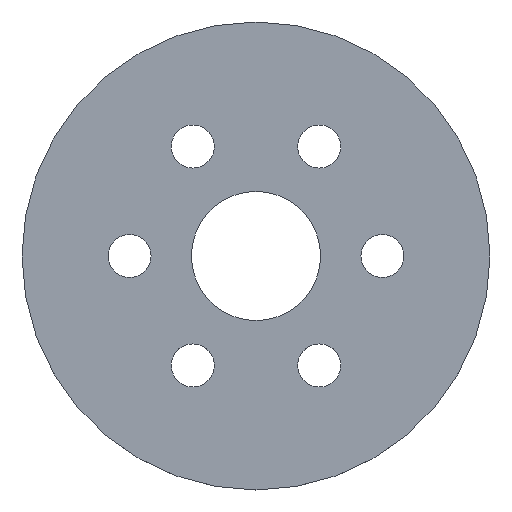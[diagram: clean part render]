
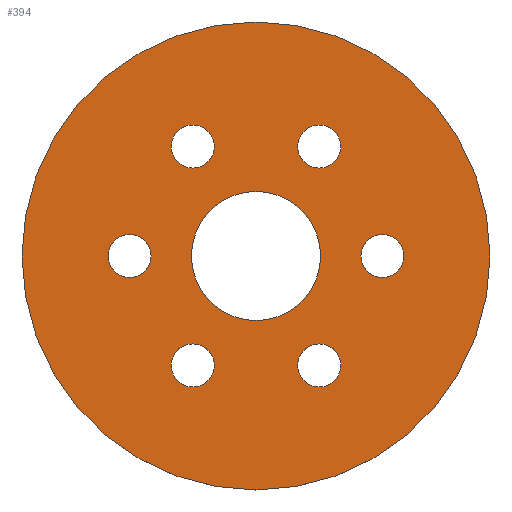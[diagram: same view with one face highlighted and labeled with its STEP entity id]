
A CAD part, top view. The second image highlights one B-rep face of the part: STEP entity #394.
In plain terms, the highlighted planar face has unit normal (0, 0, 1).
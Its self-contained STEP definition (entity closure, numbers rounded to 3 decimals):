
#3 = CARTESIAN_POINT ( 'NONE',  ( -11.75, 0., 1. ) ) ;
#5 = VERTEX_POINT ( 'NONE', #78 ) ;
#8 = ORIENTED_EDGE ( 'NONE', *, *, #468, .F. ) ;
#9 = CIRCLE ( 'NONE', #420, 2. ) ;
#17 = CARTESIAN_POINT ( 'NONE',  ( 0., 0., 1. ) ) ;
#24 = AXIS2_PLACEMENT_3D ( 'NONE', #537, #445, #127 ) ;
#29 = AXIS2_PLACEMENT_3D ( 'NONE', #583, #103, #323 ) ;
#30 = DIRECTION ( 'NONE',  ( 1., 0., 0. ) ) ;
#35 = VERTEX_POINT ( 'NONE', #92 ) ;
#36 = VERTEX_POINT ( 'NONE', #346 ) ;
#40 = VERTEX_POINT ( 'NONE', #90 ) ;
#49 = DIRECTION ( 'NONE',  ( 1., 0., 0. ) ) ;
#55 = CARTESIAN_POINT ( 'NONE',  ( -13.75, 0., 1. ) ) ;
#60 = AXIS2_PLACEMENT_3D ( 'NONE', #600, #559, #506 ) ;
#65 = CARTESIAN_POINT ( 'NONE',  ( -7.875, -10.176, 1. ) ) ;
#66 = DIRECTION ( 'NONE',  ( 1., 0., 0. ) ) ;
#68 = DIRECTION ( 'NONE',  ( 0., 0., 1. ) ) ;
#69 = DIRECTION ( 'NONE',  ( 0., 0., 1. ) ) ;
#71 = DIRECTION ( 'NONE',  ( 1., 0., 0. ) ) ;
#76 = DIRECTION ( 'NONE',  ( 1., 0., 0. ) ) ;
#78 = CARTESIAN_POINT ( 'NONE',  ( -3.875, 10.176, 1. ) ) ;
#90 = CARTESIAN_POINT ( 'NONE',  ( -3.875, -10.176, 1. ) ) ;
#92 = CARTESIAN_POINT ( 'NONE',  ( 9.75, 0., 1. ) ) ;
#93 = DIRECTION ( 'NONE',  ( 0., 0., 1. ) ) ;
#95 = EDGE_LOOP ( 'NONE', ( #349, #602 ) ) ;
#96 = EDGE_CURVE ( 'NONE', #282, #581, #461, .T. ) ;
#99 = ORIENTED_EDGE ( 'NONE', *, *, #193, .F. ) ;
#103 = DIRECTION ( 'NONE',  ( 0., 0., 1. ) ) ;
#118 = CARTESIAN_POINT ( 'NONE',  ( -5.875, 10.176, 1. ) ) ;
#121 = DIRECTION ( 'NONE',  ( 1., 0., 0. ) ) ;
#125 = DIRECTION ( 'NONE',  ( 0., 0., 1. ) ) ;
#127 = DIRECTION ( 'NONE',  ( 1., 0., 0. ) ) ;
#128 = DIRECTION ( 'NONE',  ( 1., 0., 0. ) ) ;
#132 = EDGE_LOOP ( 'NONE', ( #682, #99 ) ) ;
#134 = DIRECTION ( 'NONE',  ( 1., 0., 0. ) ) ;
#139 = CIRCLE ( 'NONE', #350, 21.75 ) ;
#142 = CIRCLE ( 'NONE', #29, 2. ) ;
#148 = ORIENTED_EDGE ( 'NONE', *, *, #531, .F. ) ;
#151 = CIRCLE ( 'NONE', #662, 2. ) ;
#165 = EDGE_CURVE ( 'NONE', #498, #599, #142, .T. ) ;
#167 = CARTESIAN_POINT ( 'NONE',  ( 3.875, 10.176, 1. ) ) ;
#168 = FACE_BOUND ( 'NONE', #186, .T. ) ;
#170 = CARTESIAN_POINT ( 'NONE',  ( 5.875, -10.176, 1. ) ) ;
#171 = FACE_BOUND ( 'NONE', #95, .T. ) ;
#176 = CARTESIAN_POINT ( 'NONE',  ( 0., 0., 1. ) ) ;
#177 = CIRCLE ( 'NONE', #442, 2. ) ;
#185 = CARTESIAN_POINT ( 'NONE',  ( 21.75, 0., 1. ) ) ;
#186 = EDGE_LOOP ( 'NONE', ( #299, #148 ) ) ;
#191 = DIRECTION ( 'NONE',  ( 1., 0., 0. ) ) ;
#193 = EDGE_CURVE ( 'NONE', #40, #572, #177, .T. ) ;
#206 = VERTEX_POINT ( 'NONE', #418 ) ;
#223 = CARTESIAN_POINT ( 'NONE',  ( -7.875, 10.176, 1. ) ) ;
#225 = EDGE_LOOP ( 'NONE', ( #264, #495 ) ) ;
#232 = DIRECTION ( 'NONE',  ( 0., 0., 1. ) ) ;
#233 = VERTEX_POINT ( 'NONE', #55 ) ;
#238 = AXIS2_PLACEMENT_3D ( 'NONE', #534, #68, #76 ) ;
#239 = ORIENTED_EDGE ( 'NONE', *, *, #595, .F. ) ;
#240 = CARTESIAN_POINT ( 'NONE',  ( 0., 0., 1. ) ) ;
#248 = ORIENTED_EDGE ( 'NONE', *, *, #636, .F. ) ;
#256 = CIRCLE ( 'NONE', #680, 2. ) ;
#261 = DIRECTION ( 'NONE',  ( 0., 0., 1. ) ) ;
#264 = ORIENTED_EDGE ( 'NONE', *, *, #684, .T. ) ;
#265 = AXIS2_PLACEMENT_3D ( 'NONE', #118, #325, #651 ) ;
#266 = CARTESIAN_POINT ( 'NONE',  ( 0., 0., 1. ) ) ;
#273 = CARTESIAN_POINT ( 'NONE',  ( -5.875, -10.176, 1. ) ) ;
#278 = EDGE_CURVE ( 'NONE', #316, #206, #298, .T. ) ;
#282 = VERTEX_POINT ( 'NONE', #494 ) ;
#284 = DIRECTION ( 'NONE',  ( 0., 0., 1. ) ) ;
#289 = EDGE_LOOP ( 'NONE', ( #313, #248 ) ) ;
#290 = EDGE_CURVE ( 'NONE', #5, #390, #387, .T. ) ;
#298 = CIRCLE ( 'NONE', #687, 2. ) ;
#299 = ORIENTED_EDGE ( 'NONE', *, *, #278, .F. ) ;
#307 = CIRCLE ( 'NONE', #60, 2. ) ;
#313 = ORIENTED_EDGE ( 'NONE', *, *, #549, .F. ) ;
#316 = VERTEX_POINT ( 'NONE', #392 ) ;
#317 = CIRCLE ( 'NONE', #504, 2. ) ;
#321 = ORIENTED_EDGE ( 'NONE', *, *, #290, .F. ) ;
#323 = DIRECTION ( 'NONE',  ( 1., 0., 0. ) ) ;
#325 = DIRECTION ( 'NONE',  ( 0., 0., 1. ) ) ;
#329 = PLANE ( 'NONE',  #624 ) ;
#334 = FACE_OUTER_BOUND ( 'NONE', #225, .T. ) ;
#336 = DIRECTION ( 'NONE',  ( 0., 0., 1. ) ) ;
#340 = EDGE_CURVE ( 'NONE', #581, #282, #447, .T. ) ;
#346 = CARTESIAN_POINT ( 'NONE',  ( -9.75, 0., 1. ) ) ;
#347 = CIRCLE ( 'NONE', #24, 2. ) ;
#349 = ORIENTED_EDGE ( 'NONE', *, *, #340, .F. ) ;
#350 = AXIS2_PLACEMENT_3D ( 'NONE', #240, #454, #191 ) ;
#351 = EDGE_CURVE ( 'NONE', #572, #40, #256, .T. ) ;
#352 = CARTESIAN_POINT ( 'NONE',  ( 7.875, 10.176, 1. ) ) ;
#380 = CIRCLE ( 'NONE', #467, 21.75 ) ;
#381 = FACE_BOUND ( 'NONE', #289, .T. ) ;
#387 = CIRCLE ( 'NONE', #265, 2. ) ;
#388 = CARTESIAN_POINT ( 'NONE',  ( 5.875, -10.176, 1. ) ) ;
#390 = VERTEX_POINT ( 'NONE', #223 ) ;
#392 = CARTESIAN_POINT ( 'NONE',  ( 3.875, -10.176, 1. ) ) ;
#394 = ADVANCED_FACE ( 'NONE', ( #433, #646, #171, #334, #640, #168, #381, #589 ), #329, .T. ) ;
#396 = CIRCLE ( 'NONE', #238, 2. ) ;
#398 = ORIENTED_EDGE ( 'NONE', *, *, #661, .F. ) ;
#404 = VERTEX_POINT ( 'NONE', #185 ) ;
#407 = ORIENTED_EDGE ( 'NONE', *, *, #513, .F. ) ;
#414 = DIRECTION ( 'NONE',  ( 1., 0., 0. ) ) ;
#416 = AXIS2_PLACEMENT_3D ( 'NONE', #176, #69, #121 ) ;
#418 = CARTESIAN_POINT ( 'NONE',  ( 7.875, -10.176, 1. ) ) ;
#420 = AXIS2_PLACEMENT_3D ( 'NONE', #622, #511, #508 ) ;
#422 = DIRECTION ( 'NONE',  ( 0., 0., 1. ) ) ;
#426 = CARTESIAN_POINT ( 'NONE',  ( -5.875, -10.176, 1. ) ) ;
#433 = FACE_BOUND ( 'NONE', #458, .T. ) ;
#434 = CARTESIAN_POINT ( 'NONE',  ( -6., 0., 1. ) ) ;
#437 = EDGE_CURVE ( 'NONE', #404, #452, #380, .T. ) ;
#442 = AXIS2_PLACEMENT_3D ( 'NONE', #426, #261, #49 ) ;
#445 = DIRECTION ( 'NONE',  ( 0., 0., 1. ) ) ;
#447 = CIRCLE ( 'NONE', #416, 6. ) ;
#452 = VERTEX_POINT ( 'NONE', #546 ) ;
#454 = DIRECTION ( 'NONE',  ( 0., 0., 1. ) ) ;
#458 = EDGE_LOOP ( 'NONE', ( #8, #321 ) ) ;
#460 = EDGE_LOOP ( 'NONE', ( #672, #407 ) ) ;
#461 = CIRCLE ( 'NONE', #616, 6. ) ;
#467 = AXIS2_PLACEMENT_3D ( 'NONE', #17, #232, #659 ) ;
#468 = EDGE_CURVE ( 'NONE', #390, #5, #347, .T. ) ;
#482 = AXIS2_PLACEMENT_3D ( 'NONE', #3, #643, #597 ) ;
#491 = VERTEX_POINT ( 'NONE', #639 ) ;
#494 = CARTESIAN_POINT ( 'NONE',  ( 6., 0., 1. ) ) ;
#495 = ORIENTED_EDGE ( 'NONE', *, *, #437, .T. ) ;
#498 = VERTEX_POINT ( 'NONE', #167 ) ;
#504 = AXIS2_PLACEMENT_3D ( 'NONE', #564, #93, #30 ) ;
#506 = DIRECTION ( 'NONE',  ( 1., 0., 0. ) ) ;
#508 = DIRECTION ( 'NONE',  ( 1., 0., 0. ) ) ;
#511 = DIRECTION ( 'NONE',  ( 0., 0., 1. ) ) ;
#513 = EDGE_CURVE ( 'NONE', #599, #498, #396, .T. ) ;
#531 = EDGE_CURVE ( 'NONE', #206, #316, #151, .T. ) ;
#534 = CARTESIAN_POINT ( 'NONE',  ( 5.875, 10.176, 1. ) ) ;
#536 = CARTESIAN_POINT ( 'NONE',  ( 0., 0., 1. ) ) ;
#537 = CARTESIAN_POINT ( 'NONE',  ( -5.875, 10.176, 1. ) ) ;
#546 = CARTESIAN_POINT ( 'NONE',  ( -21.75, 0., 1. ) ) ;
#549 = EDGE_CURVE ( 'NONE', #233, #36, #627, .T. ) ;
#551 = DIRECTION ( 'NONE',  ( 0., 0., 1. ) ) ;
#559 = DIRECTION ( 'NONE',  ( 0., 0., 1. ) ) ;
#564 = CARTESIAN_POINT ( 'NONE',  ( 11.75, 0., 1. ) ) ;
#572 = VERTEX_POINT ( 'NONE', #65 ) ;
#581 = VERTEX_POINT ( 'NONE', #434 ) ;
#583 = CARTESIAN_POINT ( 'NONE',  ( 5.875, 10.176, 1. ) ) ;
#589 = FACE_BOUND ( 'NONE', #460, .T. ) ;
#595 = EDGE_CURVE ( 'NONE', #491, #35, #307, .T. ) ;
#597 = DIRECTION ( 'NONE',  ( 1., 0., 0. ) ) ;
#599 = VERTEX_POINT ( 'NONE', #352 ) ;
#600 = CARTESIAN_POINT ( 'NONE',  ( 11.75, 0., 1. ) ) ;
#602 = ORIENTED_EDGE ( 'NONE', *, *, #96, .F. ) ;
#616 = AXIS2_PLACEMENT_3D ( 'NONE', #266, #422, #414 ) ;
#622 = CARTESIAN_POINT ( 'NONE',  ( -11.75, 0., 1. ) ) ;
#624 = AXIS2_PLACEMENT_3D ( 'NONE', #536, #551, #134 ) ;
#627 = CIRCLE ( 'NONE', #482, 2. ) ;
#632 = EDGE_LOOP ( 'NONE', ( #398, #239 ) ) ;
#636 = EDGE_CURVE ( 'NONE', #36, #233, #9, .T. ) ;
#639 = CARTESIAN_POINT ( 'NONE',  ( 13.75, 0., 1. ) ) ;
#640 = FACE_BOUND ( 'NONE', #632, .T. ) ;
#643 = DIRECTION ( 'NONE',  ( 0., 0., 1. ) ) ;
#646 = FACE_BOUND ( 'NONE', #132, .T. ) ;
#651 = DIRECTION ( 'NONE',  ( 1., 0., 0. ) ) ;
#659 = DIRECTION ( 'NONE',  ( 1., 0., 0. ) ) ;
#661 = EDGE_CURVE ( 'NONE', #35, #491, #317, .T. ) ;
#662 = AXIS2_PLACEMENT_3D ( 'NONE', #170, #336, #71 ) ;
#672 = ORIENTED_EDGE ( 'NONE', *, *, #165, .F. ) ;
#680 = AXIS2_PLACEMENT_3D ( 'NONE', #273, #284, #128 ) ;
#682 = ORIENTED_EDGE ( 'NONE', *, *, #351, .F. ) ;
#684 = EDGE_CURVE ( 'NONE', #452, #404, #139, .T. ) ;
#687 = AXIS2_PLACEMENT_3D ( 'NONE', #388, #125, #66 ) ;
